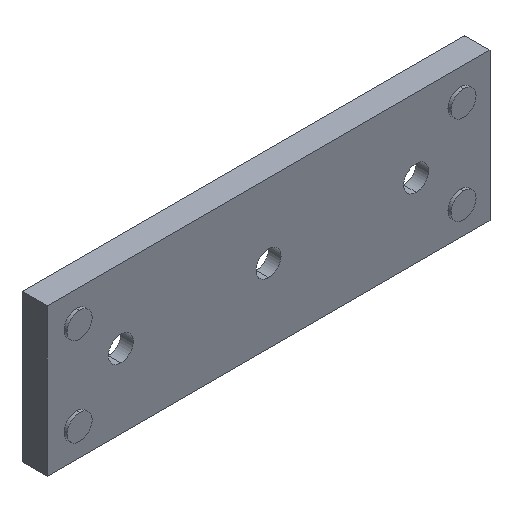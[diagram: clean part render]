
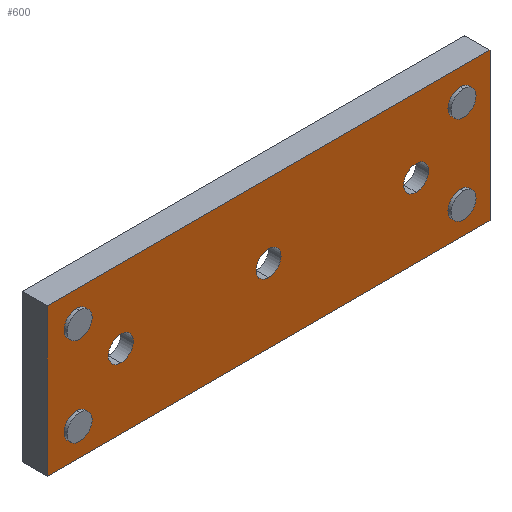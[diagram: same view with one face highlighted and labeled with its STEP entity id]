
A CAD part, isometric view. The second image highlights one B-rep face of the part: STEP entity #600.
In plain terms, the highlighted planar face has unit normal (0, -1, 0).
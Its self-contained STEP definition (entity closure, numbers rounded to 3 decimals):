
#12 = CARTESIAN_POINT ( 'NONE',  ( -150., 0., 0. ) ) ;
#46 = CARTESIAN_POINT ( 'NONE',  ( 0., 0., 12.7 ) ) ;
#98 = VERTEX_POINT ( 'NONE', #836 ) ;
#153 = LINE ( 'NONE', #273, #1495 ) ;
#199 = EDGE_LOOP ( 'NONE', ( #1053, #711 ) ) ;
#205 = EDGE_CURVE ( 'NONE', #603, #702, #262, .T. ) ;
#211 = EDGE_LOOP ( 'NONE', ( #1485, #563 ) ) ;
#216 = CARTESIAN_POINT ( 'NONE',  ( 150., 0., -12.7 ) ) ;
#221 = LINE ( 'NONE', #758, #1625 ) ;
#262 = CIRCLE ( 'NONE', #1478, 12.7 ) ;
#270 = DIRECTION ( 'NONE',  ( 0., 0., 1. ) ) ;
#273 = CARTESIAN_POINT ( 'NONE',  ( -225., 0., 75. ) ) ;
#305 = EDGE_CURVE ( 'NONE', #1217, #1080, #493, .T. ) ;
#333 = LINE ( 'NONE', #1059, #916 ) ;
#345 = DIRECTION ( 'NONE',  ( 0., 0., -1. ) ) ;
#357 = VECTOR ( 'NONE', #1247, 1000. ) ;
#358 = CARTESIAN_POINT ( 'NONE',  ( 225., 0., -75. ) ) ;
#382 = CARTESIAN_POINT ( 'NONE',  ( 0., 0., -12.7 ) ) ;
#387 = FACE_BOUND ( 'NONE', #211, .T. ) ;
#406 = DIRECTION ( 'NONE',  ( 0., -1., 0. ) ) ;
#416 = DIRECTION ( 'NONE',  ( 0., -1., 0. ) ) ;
#421 = DIRECTION ( 'NONE',  ( 0., 0., 1. ) ) ;
#447 = EDGE_CURVE ( 'NONE', #577, #799, #1129, .T. ) ;
#451 = EDGE_LOOP ( 'NONE', ( #1125, #610, #499, #1276 ) ) ;
#461 = DIRECTION ( 'NONE',  ( 0., 0., -1. ) ) ;
#474 = DIRECTION ( 'NONE',  ( 0., 1., 0. ) ) ;
#475 = AXIS2_PLACEMENT_3D ( 'NONE', #12, #1277, #270 ) ;
#477 = AXIS2_PLACEMENT_3D ( 'NONE', #1198, #474, #1341 ) ;
#493 = CIRCLE ( 'NONE', #1416, 12.7 ) ;
#499 = ORIENTED_EDGE ( 'NONE', *, *, #1507, .F. ) ;
#521 = EDGE_CURVE ( 'NONE', #1010, #98, #333, .T. ) ;
#522 = CARTESIAN_POINT ( 'NONE',  ( 0., 0., 0. ) ) ;
#540 = AXIS2_PLACEMENT_3D ( 'NONE', #1070, #406, #1414 ) ;
#563 = ORIENTED_EDGE ( 'NONE', *, *, #305, .F. ) ;
#577 = VERTEX_POINT ( 'NONE', #1435 ) ;
#589 = CARTESIAN_POINT ( 'NONE',  ( 0., 0., 0. ) ) ;
#600 = ADVANCED_FACE ( 'NONE', ( #939, #1390, #387, #1614 ), #601, .F. ) ;
#601 = PLANE ( 'NONE',  #477 ) ;
#603 = VERTEX_POINT ( 'NONE', #1453 ) ;
#610 = ORIENTED_EDGE ( 'NONE', *, *, #1091, .F. ) ;
#612 = AXIS2_PLACEMENT_3D ( 'NONE', #1587, #1465, #345 ) ;
#644 = CARTESIAN_POINT ( 'NONE',  ( -150., 0., -12.7 ) ) ;
#648 = EDGE_CURVE ( 'NONE', #702, #603, #1112, .T. ) ;
#697 = CARTESIAN_POINT ( 'NONE',  ( 225., 0., -75. ) ) ;
#702 = VERTEX_POINT ( 'NONE', #216 ) ;
#711 = ORIENTED_EDGE ( 'NONE', *, *, #205, .F. ) ;
#743 = CIRCLE ( 'NONE', #1323, 12.7 ) ;
#749 = DIRECTION ( 'NONE',  ( 0., -1., 0. ) ) ;
#758 = CARTESIAN_POINT ( 'NONE',  ( 225., 0., 75. ) ) ;
#759 = LINE ( 'NONE', #358, #357 ) ;
#799 = VERTEX_POINT ( 'NONE', #644 ) ;
#836 = CARTESIAN_POINT ( 'NONE',  ( 225., 0., 75. ) ) ;
#863 = DIRECTION ( 'NONE',  ( 0., 0., -1. ) ) ;
#885 = EDGE_CURVE ( 'NONE', #1080, #1217, #743, .T. ) ;
#900 = CIRCLE ( 'NONE', #475, 12.7 ) ;
#915 = CARTESIAN_POINT ( 'NONE',  ( -225., 0., 75. ) ) ;
#916 = VECTOR ( 'NONE', #1319, 1000. ) ;
#939 = FACE_BOUND ( 'NONE', #1283, .T. ) ;
#1003 = DIRECTION ( 'NONE',  ( 0., 0., -1. ) ) ;
#1010 = VERTEX_POINT ( 'NONE', #915 ) ;
#1015 = VERTEX_POINT ( 'NONE', #697 ) ;
#1025 = CARTESIAN_POINT ( 'NONE',  ( 150., 0., 0. ) ) ;
#1053 = ORIENTED_EDGE ( 'NONE', *, *, #648, .F. ) ;
#1059 = CARTESIAN_POINT ( 'NONE',  ( 225., 0., 75. ) ) ;
#1070 = CARTESIAN_POINT ( 'NONE',  ( -150., 0., 0. ) ) ;
#1080 = VERTEX_POINT ( 'NONE', #382 ) ;
#1091 = EDGE_CURVE ( 'NONE', #1015, #1520, #759, .T. ) ;
#1112 = CIRCLE ( 'NONE', #612, 12.7 ) ;
#1124 = ORIENTED_EDGE ( 'NONE', *, *, #447, .F. ) ;
#1125 = ORIENTED_EDGE ( 'NONE', *, *, #1185, .F. ) ;
#1129 = CIRCLE ( 'NONE', #540, 12.7 ) ;
#1185 = EDGE_CURVE ( 'NONE', #1520, #1010, #153, .T. ) ;
#1198 = CARTESIAN_POINT ( 'NONE',  ( 0., 0., 0. ) ) ;
#1217 = VERTEX_POINT ( 'NONE', #46 ) ;
#1245 = DIRECTION ( 'NONE',  ( 0., -1., 0. ) ) ;
#1247 = DIRECTION ( 'NONE',  ( -1., 0., 0. ) ) ;
#1276 = ORIENTED_EDGE ( 'NONE', *, *, #521, .F. ) ;
#1277 = DIRECTION ( 'NONE',  ( 0., -1., 0. ) ) ;
#1283 = EDGE_LOOP ( 'NONE', ( #1626, #1124 ) ) ;
#1319 = DIRECTION ( 'NONE',  ( 1., 0., 0. ) ) ;
#1323 = AXIS2_PLACEMENT_3D ( 'NONE', #522, #416, #1419 ) ;
#1341 = DIRECTION ( 'NONE',  ( 0., 0., 1. ) ) ;
#1390 = FACE_BOUND ( 'NONE', #199, .T. ) ;
#1414 = DIRECTION ( 'NONE',  ( 0., 0., 1. ) ) ;
#1416 = AXIS2_PLACEMENT_3D ( 'NONE', #589, #749, #863 ) ;
#1419 = DIRECTION ( 'NONE',  ( 0., 0., -1. ) ) ;
#1435 = CARTESIAN_POINT ( 'NONE',  ( -150., 0., 12.7 ) ) ;
#1453 = CARTESIAN_POINT ( 'NONE',  ( 150., 0., 12.7 ) ) ;
#1465 = DIRECTION ( 'NONE',  ( 0., -1., 0. ) ) ;
#1478 = AXIS2_PLACEMENT_3D ( 'NONE', #1025, #1245, #461 ) ;
#1485 = ORIENTED_EDGE ( 'NONE', *, *, #885, .F. ) ;
#1495 = VECTOR ( 'NONE', #421, 1000. ) ;
#1507 = EDGE_CURVE ( 'NONE', #98, #1015, #221, .T. ) ;
#1520 = VERTEX_POINT ( 'NONE', #1609 ) ;
#1587 = CARTESIAN_POINT ( 'NONE',  ( 150., 0., 0. ) ) ;
#1609 = CARTESIAN_POINT ( 'NONE',  ( -225., 0., -75. ) ) ;
#1613 = EDGE_CURVE ( 'NONE', #799, #577, #900, .T. ) ;
#1614 = FACE_OUTER_BOUND ( 'NONE', #451, .T. ) ;
#1625 = VECTOR ( 'NONE', #1003, 1000. ) ;
#1626 = ORIENTED_EDGE ( 'NONE', *, *, #1613, .F. ) ;
